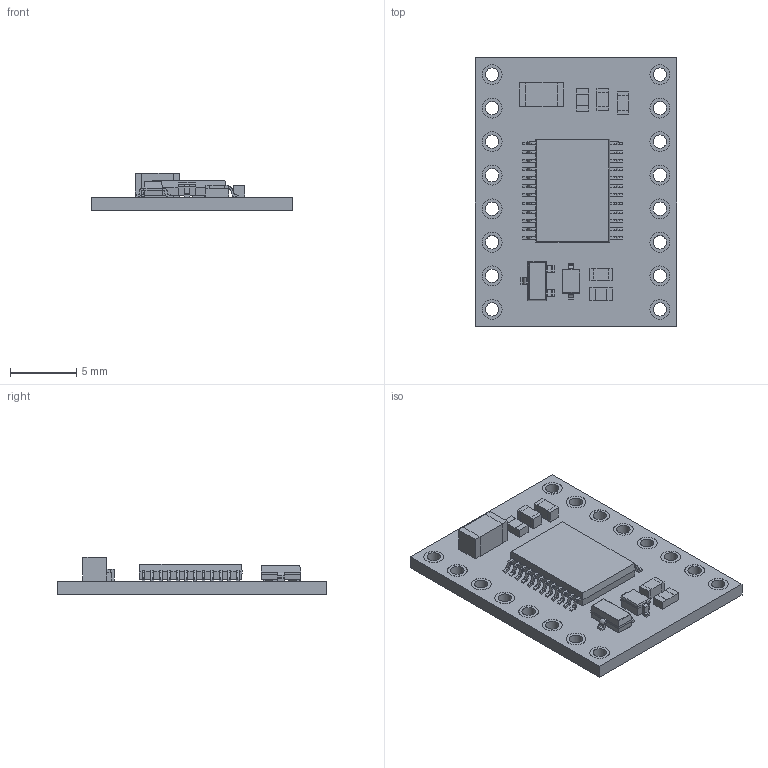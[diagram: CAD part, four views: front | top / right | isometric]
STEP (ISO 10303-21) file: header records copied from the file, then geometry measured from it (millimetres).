
FILE_DESCRIPTION(/* description */ (''),/* implementation_level */ '2;1');
FILE_NAME(/* name */ 'tb6612fng-dual-motor-driver-carrier.step',/* time_stamp */ '2021-02-25T21:09:37-08:00',/* author */ (''),/* organization */ (''),/* preprocessor_version */ 'ST-DEVELOPER v18.1',/* originating_system */ 'Autodesk Translation Framework v9.7.1.1290',/* authorisation */ '');
FILE_SCHEMA (('AUTOMOTIVE_DESIGN { 1 0 10303 214 3 1 1 }'));
Length unit declared in the file: millimetre
Products named in the file (1): tb6612fng-dual-motor-driver-carrier
Bounding box: 15.24 x 20.32 x 2.82 mm (x, y, z)
Volume: 378.7 mm3; surface area: 933.1 mm2
Topology: 1 solids, 1 shells, 888 faces, 2483 edges, 1634 vertices
Faces by surface type: plane 569, bspline 163, cylinder 156
Full cylindrical faces by diameter (mm): 1.016 x16, 1.5 x16
Entity records: 35361 total; most frequent: CARTESIAN_POINT 12223, ORIENTED_EDGE 4966, DIRECTION 3909, EDGE_CURVE 2483, LINE 1829, VECTOR 1829, VERTEX_POINT 1634, AXIS2_PLACEMENT_3D 1040
